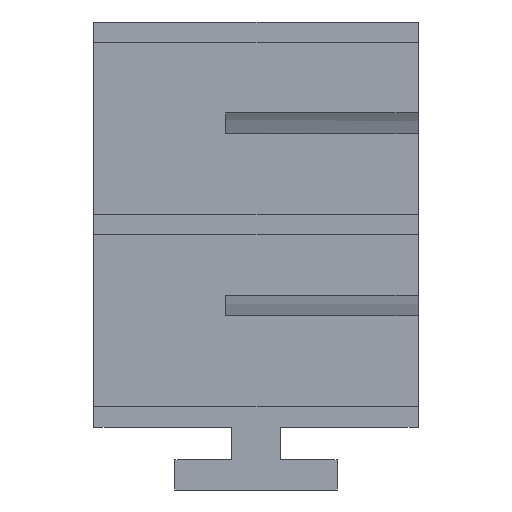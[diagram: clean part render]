
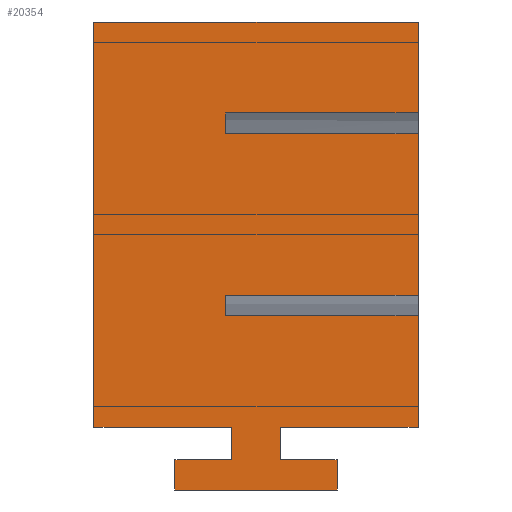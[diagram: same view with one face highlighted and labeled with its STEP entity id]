
A CAD part, left-side view. The second image highlights one B-rep face of the part: STEP entity #20354.
In plain terms, the highlighted free-form (B-spline) face has degree [1, 1] with [2, 2] control points.
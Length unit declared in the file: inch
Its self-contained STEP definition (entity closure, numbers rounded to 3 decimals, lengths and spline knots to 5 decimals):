
#450=CARTESIAN_POINT('V3451',(3.38471,43.56635,
   55.75808));
#451=VERTEX_POINT('V3451',#450);
#457=CARTESIAN_POINT('V3610',(3.38471,44.75385,
   55.75808));
#458=VERTEX_POINT('V3610',#457);
#459=CARTESIAN_POINT('E911',(3.38471,43.56635,
   55.75808));
#460=CARTESIAN_POINT('E911',(3.38471,44.75385,
   55.75808));
#461=QUASI_UNIFORM_CURVE('E911',1,(#459,#460),.POLYLINE_FORM.,.F.,
   .U.);
#462=EDGE_CURVE('E911',#451,#458,#461,.T.);
#484=CARTESIAN_POINT('V3609',(3.38471,44.75385,
   55.63108));
#485=VERTEX_POINT('V3609',#484);
#486=CARTESIAN_POINT('E910',(3.38471,44.75385,
   55.75808));
#487=CARTESIAN_POINT('E910',(3.38471,44.75385,
   55.63108));
#488=QUASI_UNIFORM_CURVE('E910',1,(#486,#487),.POLYLINE_FORM.,.F.,
   .U.);
#489=EDGE_CURVE('E910',#458,#485,#488,.T.);
#513=CARTESIAN_POINT('V3458',(3.38471,43.56635,
   55.63108));
#514=VERTEX_POINT('V3458',#513);
#515=CARTESIAN_POINT('E909',(3.38471,44.75385,
   55.63108));
#516=CARTESIAN_POINT('E909',(3.38471,43.56635,
   55.63108));
#517=QUASI_UNIFORM_CURVE('E909',1,(#515,#516),.POLYLINE_FORM.,.F.,
   .U.);
#518=EDGE_CURVE('E909',#485,#514,#517,.T.);
#18666=CARTESIAN_POINT('V3601',(3.38471,44.71635,
   54.94458));
#18667=VERTEX_POINT('V3601',#18666);
#18673=CARTESIAN_POINT('V3600',(3.38471,45.56635,
   54.94458));
#18674=VERTEX_POINT('V3600',#18673);
#18675=CARTESIAN_POINT('E899',(3.38471,45.56635,
   54.94458));
#18676=CARTESIAN_POINT('E899',(3.38471,44.71635,
   54.94458));
#18677=QUASI_UNIFORM_CURVE('E899',1,(#18675,#18676),.POLYLINE_FORM.,
   .F.,.U.);
#18678=EDGE_CURVE('E899',#18674,#18667,#18677,.T.);
#18707=CARTESIAN_POINT('V3602',(3.38471,44.71635,
   54.74458));
#18708=VERTEX_POINT('V3602',#18707);
#18714=CARTESIAN_POINT('E900',(3.38471,44.71635,
   54.94458));
#18715=CARTESIAN_POINT('E900',(3.38471,44.71635,
   54.74458));
#18716=QUASI_UNIFORM_CURVE('E900',1,(#18714,#18715),.POLYLINE_FORM.,
   .F.,.U.);
#18717=EDGE_CURVE('E900',#18667,#18708,#18716,.T.);
#18728=CARTESIAN_POINT('V3603',(3.38471,45.06635,
   54.74458));
#18729=VERTEX_POINT('V3603',#18728);
#18730=CARTESIAN_POINT('E901',(3.38471,44.71635,
   54.74458));
#18731=CARTESIAN_POINT('E901',(3.38471,45.06635,
   54.74458));
#18732=QUASI_UNIFORM_CURVE('E901',1,(#18730,#18731),.POLYLINE_FORM.,
   .F.,.U.);
#18733=EDGE_CURVE('E901',#18708,#18729,#18732,.T.);
#18763=CARTESIAN_POINT('V3604',(3.38471,45.06635,
   54.55658));
#18764=VERTEX_POINT('V3604',#18763);
#18770=CARTESIAN_POINT('E902',(3.38471,45.06635,
   54.74458));
#18771=CARTESIAN_POINT('E902',(3.38471,45.06635,
   54.55658));
#18772=QUASI_UNIFORM_CURVE('E902',1,(#18770,#18771),.POLYLINE_FORM.,
   .F.,.U.);
#18773=EDGE_CURVE('E902',#18729,#18764,#18772,.T.);
#18791=CARTESIAN_POINT('V3605',(3.38471,44.06635,
   54.55658));
#18792=VERTEX_POINT('V3605',#18791);
#18798=CARTESIAN_POINT('E903',(3.38471,45.06635,
   54.55658));
#18799=CARTESIAN_POINT('E903',(3.38471,44.06635,
   54.55658));
#18800=B_SPLINE_CURVE_WITH_KNOTS('E903',1,(#18798,#18799),
   .POLYLINE_FORM.,.F.,.U.,(2,2),(0.5,
   1.5),.UNSPECIFIED.);
#18801=EDGE_CURVE('E903',#18764,#18792,#18800,.T.);
#18812=CARTESIAN_POINT('V3606',(3.38471,44.06635,
   54.74458));
#18813=VERTEX_POINT('V3606',#18812);
#18814=CARTESIAN_POINT('E904',(3.38471,44.06635,
   54.55658));
#18815=CARTESIAN_POINT('E904',(3.38471,44.06635,
   54.74458));
#18816=QUASI_UNIFORM_CURVE('E904',1,(#18814,#18815),.POLYLINE_FORM.,
   .F.,.U.);
#18817=EDGE_CURVE('E904',#18792,#18813,#18816,.T.);
#18840=CARTESIAN_POINT('V3607',(3.38471,44.41635,
   54.74458));
#18841=VERTEX_POINT('V3607',#18840);
#18842=CARTESIAN_POINT('E905',(3.38471,44.06635,
   54.74458));
#18843=CARTESIAN_POINT('E905',(3.38471,44.41635,
   54.74458));
#18844=QUASI_UNIFORM_CURVE('E905',1,(#18842,#18843),.POLYLINE_FORM.,
   .F.,.U.);
#18845=EDGE_CURVE('E905',#18813,#18841,#18844,.T.);
#18868=CARTESIAN_POINT('V3608',(3.38471,44.41635,
   54.94458));
#18869=VERTEX_POINT('V3608',#18868);
#18870=CARTESIAN_POINT('E906',(3.38471,44.41635,
   54.74458));
#18871=CARTESIAN_POINT('E906',(3.38471,44.41635,
   54.94458));
#18872=QUASI_UNIFORM_CURVE('E906',1,(#18870,#18871),.POLYLINE_FORM.,
   .F.,.U.);
#18873=EDGE_CURVE('E906',#18841,#18869,#18872,.T.);
#18896=CARTESIAN_POINT('V3459',(3.38471,43.56635,
   54.94458));
#18897=VERTEX_POINT('V3459',#18896);
#18905=CARTESIAN_POINT('E907',(3.38471,44.41635,
   54.94458));
#18906=CARTESIAN_POINT('E907',(3.38471,43.56635,
   54.94458));
#18907=QUASI_UNIFORM_CURVE('E907',1,(#18905,#18906),.POLYLINE_FORM.,
   .F.,.U.);
#18908=EDGE_CURVE('E907',#18869,#18897,#18907,.T.);
#19742=CARTESIAN_POINT('V3599',(3.38471,45.56635,
   57.44458));
#19743=VERTEX_POINT('V3599',#19742);
#19749=CARTESIAN_POINT('V3474',(3.38471,43.56635,
   57.44458));
#19750=VERTEX_POINT('V3474',#19749);
#19751=CARTESIAN_POINT('E897',(3.38471,43.56635,
   57.44458));
#19752=CARTESIAN_POINT('E897',(3.38471,45.56635,
   57.44458));
#19753=B_SPLINE_CURVE_WITH_KNOTS('E897',1,(#19751,#19752),
   .POLYLINE_FORM.,.F.,.U.,(2,2),(0.0,2.),
   .UNSPECIFIED.);
#19754=EDGE_CURVE('E897',#19750,#19743,#19753,.T.);
#19773=CARTESIAN_POINT('E898',(3.38471,45.56635,
   57.44458));
#19774=CARTESIAN_POINT('E898',(3.38471,45.56635,
   54.94458));
#19775=B_SPLINE_CURVE_WITH_KNOTS('E898',1,(#19773,#19774),
   .POLYLINE_FORM.,.F.,.U.,(2,2),(0.388,
   2.888),.UNSPECIFIED.);
#19776=EDGE_CURVE('E898',#19743,#18674,#19775,.T.);
#20280=CARTESIAN_POINT('V3475',(3.38471,43.56635,
   56.88308));
#20281=VERTEX_POINT('V3475',#20280);
#20287=CARTESIAN_POINT('V3598',(3.38471,44.75385,
   56.88308));
#20288=VERTEX_POINT('V3598',#20287);
#20289=CARTESIAN_POINT('E895',(3.38471,43.56635,
   56.88308));
#20290=CARTESIAN_POINT('E895',(3.38471,44.75385,
   56.88308));
#20291=QUASI_UNIFORM_CURVE('E895',1,(#20289,#20290),.POLYLINE_FORM.,
   .F.,.U.);
#20292=EDGE_CURVE('E895',#20281,#20288,#20291,.T.);
#20303=CARTESIAN_POINT('F128',(3.38471,45.56635,
   54.55658));
#20304=CARTESIAN_POINT('F128',(3.38471,43.56635,
   54.55658));
#20305=CARTESIAN_POINT('F128',(3.38471,45.56635,
   57.44458));
#20306=CARTESIAN_POINT('F128',(3.38471,43.56635,
   57.44458));
#20307=B_SPLINE_SURFACE_WITH_KNOTS('F128',1,1,((#20303,#20305),(
   #20304,#20306)),.PLANE_SURF.,.F.,.F.,.U.,(2,2),(2,2),(0.0,
   2.),(0.0,2.888),.UNSPECIFIED.);
#20308=CARTESIAN_POINT('V3597',(3.38471,44.75385,
   56.75608));
#20309=VERTEX_POINT('V3597',#20308);
#20310=CARTESIAN_POINT('V3450',(3.38471,43.56635,
   56.75608));
#20311=VERTEX_POINT('V3450',#20310);
#20312=CARTESIAN_POINT('E893',(3.38471,44.75385,
   56.75608));
#20313=CARTESIAN_POINT('E893',(3.38471,43.56635,
   56.75608));
#20314=QUASI_UNIFORM_CURVE('E893',1,(#20312,#20313),.POLYLINE_FORM.,
   .F.,.U.);
#20315=EDGE_CURVE('E893',#20309,#20311,#20314,.T.);
#20316=ORIENTED_EDGE('E893',*,*,#20315,.F.);
#20317=CARTESIAN_POINT('E894',(3.38471,44.75385,
   56.88308));
#20318=CARTESIAN_POINT('E894',(3.38471,44.75385,
   56.75608));
#20319=QUASI_UNIFORM_CURVE('E894',1,(#20317,#20318),.POLYLINE_FORM.,
   .F.,.U.);
#20320=EDGE_CURVE('E894',#20288,#20309,#20319,.T.);
#20321=ORIENTED_EDGE('E894',*,*,#20320,.F.);
#20322=ORIENTED_EDGE('E895',*,*,#20292,.F.);
#20323=CARTESIAN_POINT('E540',(3.38471,43.56635,
   57.44458));
#20324=CARTESIAN_POINT('E540',(3.38471,43.56635,
   56.88308));
#20325=B_SPLINE_CURVE_WITH_KNOTS('E540',1,(#20323,#20324),
   .POLYLINE_FORM.,.F.,.U.,(2,2),(1.9385,
   2.5),.UNSPECIFIED.);
#20326=EDGE_CURVE('E540',#19750,#20281,#20325,.T.);
#20327=ORIENTED_EDGE('E540',*,*,#20326,.F.);
#20328=ORIENTED_EDGE('E897',*,*,#19754,.T.);
#20329=ORIENTED_EDGE('F354',*,*,#19776,.T.);
#20330=ORIENTED_EDGE('E899',*,*,#18678,.T.);
#20331=ORIENTED_EDGE('E900',*,*,#18717,.T.);
#20332=ORIENTED_EDGE('E901',*,*,#18733,.T.);
#20333=ORIENTED_EDGE('E902',*,*,#18773,.T.);
#20334=ORIENTED_EDGE('E903',*,*,#18801,.T.);
#20335=ORIENTED_EDGE('E904',*,*,#18817,.T.);
#20336=ORIENTED_EDGE('E905',*,*,#18845,.T.);
#20337=ORIENTED_EDGE('E906',*,*,#18873,.T.);
#20338=ORIENTED_EDGE('E907',*,*,#18908,.T.);
#20339=CARTESIAN_POINT('E516',(3.38471,43.56635,
   55.63108));
#20340=CARTESIAN_POINT('E516',(3.38471,43.56635,
   54.94458));
#20341=B_SPLINE_CURVE_WITH_KNOTS('E516',1,(#20339,#20340),
   .POLYLINE_FORM.,.F.,.U.,(2,2),(0.0,0.6865),
   .UNSPECIFIED.);
#20342=EDGE_CURVE('E516',#514,#18897,#20341,.T.);
#20343=ORIENTED_EDGE('E516',*,*,#20342,.F.);
#20344=ORIENTED_EDGE('E909',*,*,#518,.F.);
#20345=ORIENTED_EDGE('E910',*,*,#489,.F.);
#20346=ORIENTED_EDGE('E911',*,*,#462,.F.);
#20347=CARTESIAN_POINT('E506',(3.38471,43.56635,
   56.75608));
#20348=CARTESIAN_POINT('E506',(3.38471,43.56635,
   55.75808));
#20349=B_SPLINE_CURVE_WITH_KNOTS('E506',1,(#20347,#20348),
   .POLYLINE_FORM.,.F.,.U.,(2,2),(0.8135,
   1.8115),.UNSPECIFIED.);
#20350=EDGE_CURVE('E506',#20311,#451,#20349,.T.);
#20351=ORIENTED_EDGE('E506',*,*,#20350,.F.);
#20352=EDGE_LOOP('F128',(#20316,#20321,#20322,#20327,#20328,#20329,
   #20330,#20331,#20332,#20333,#20334,#20335,#20336,#20337,#20338,
   #20343,#20344,#20345,#20346,#20351));
#20353=FACE_OUTER_BOUND('F128',#20352,.T.);
#20354=ADVANCED_FACE('F128',(#20353),#20307,.T.);
